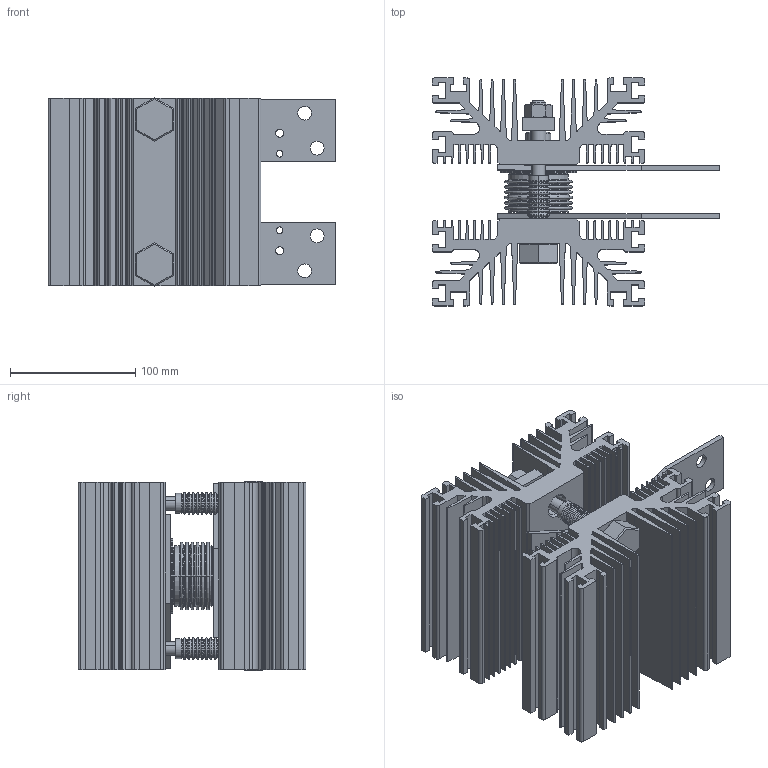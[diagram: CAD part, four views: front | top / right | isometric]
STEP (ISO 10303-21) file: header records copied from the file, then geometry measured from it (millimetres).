
FILE_DESCRIPTION (( 'STEP AP214' ), '1' );
FILE_NAME ('O243-PD44.STEP', '2021-04-19T12:06:25', ( '' ), ( '' ), 'SwSTEP 2.0', 'SolidWorks 2018', '' );
FILE_SCHEMA (( 'AUTOMOTIVE_DESIGN' ));
Length unit declared in the file: millimetre
Products named in the file (1): O243-PD44
Bounding box: 230 x 182 x 151 mm (x, y, z)
Volume: 1718157.6 mm3; surface area: 744234 mm2
Topology: 25 solids, 25 shells, 1315 faces, 3284 edges, 2032 vertices
Faces by surface type: plane 489, cylinder 396, torus 218, cone 210, sphere 2
Entity records: 54119 total; most frequent: DIRECTION 7298, CARTESIAN_POINT 6906, ORIENTED_EDGE 6548, EDGE_CURVE 3274, AXIS2_PLACEMENT_3D 2744, VERTEX_POINT 2032, VECTOR 1810, LINE 1810
